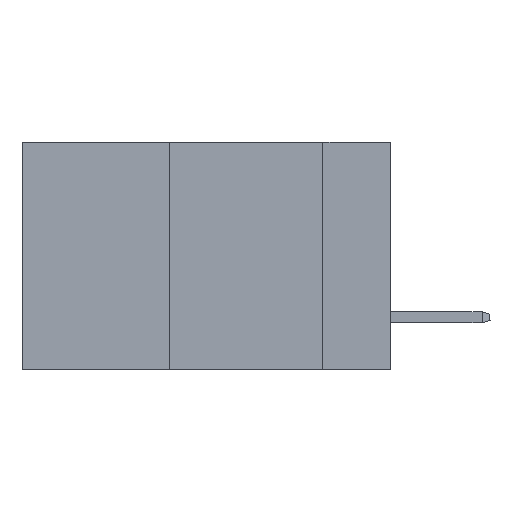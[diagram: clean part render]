
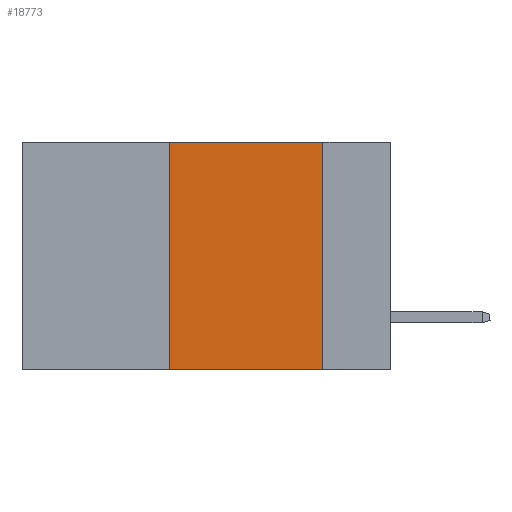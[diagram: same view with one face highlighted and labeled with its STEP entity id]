
A CAD part, left-side view. The second image highlights one B-rep face of the part: STEP entity #18773.
In plain terms, the highlighted planar face has unit normal (-1, 0, 0).
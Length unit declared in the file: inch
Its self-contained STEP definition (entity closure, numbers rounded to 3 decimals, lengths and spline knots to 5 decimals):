
#406 = ORIENTED_EDGE ( 'NONE', *, *, #19517, .F. ) ;
#470 = PLANE ( 'NONE',  #14220 ) ;
#1338 = VECTOR ( 'NONE', #12111, 39.37008 ) ;
#2240 = CARTESIAN_POINT ( 'NONE',  ( 0., 0.6, 0. ) ) ;
#2379 = VERTEX_POINT ( 'NONE', #21323 ) ;
#3089 = LINE ( 'NONE', #6795, #19571 ) ;
#3449 = DIRECTION ( 'NONE',  ( 1., 0., 0. ) ) ;
#3600 = LINE ( 'NONE', #2240, #12406 ) ;
#4890 = EDGE_CURVE ( 'NONE', #6221, #19342, #10933, .T. ) ;
#5332 = CARTESIAN_POINT ( 'NONE',  ( 0., 0.11, -0.37 ) ) ;
#5586 = DIRECTION ( 'NONE',  ( 0., -1., 0. ) ) ;
#6221 = VERTEX_POINT ( 'NONE', #16397 ) ;
#6795 = CARTESIAN_POINT ( 'NONE',  ( 0., 0.11, 0. ) ) ;
#8075 = VECTOR ( 'NONE', #18832, 39.37008 ) ;
#8291 = EDGE_CURVE ( 'NONE', #6221, #2379, #17516, .T. ) ;
#8624 = CARTESIAN_POINT ( 'NONE',  ( 0., 0.11, 0. ) ) ;
#8800 = FACE_OUTER_BOUND ( 'NONE', #17193, .T. ) ;
#10771 = CARTESIAN_POINT ( 'NONE',  ( 0., 0.6, 0. ) ) ;
#10878 = VERTEX_POINT ( 'NONE', #8624 ) ;
#10933 = LINE ( 'NONE', #13889, #8075 ) ;
#12111 = DIRECTION ( 'NONE',  ( 0., 0., 1. ) ) ;
#12406 = VECTOR ( 'NONE', #5586, 39.37008 ) ;
#13889 = CARTESIAN_POINT ( 'NONE',  ( 0., 0.6, -0.37 ) ) ;
#14220 = AXIS2_PLACEMENT_3D ( 'NONE', #10771, #3449, #15366 ) ;
#14567 = ORIENTED_EDGE ( 'NONE', *, *, #4890, .T. ) ;
#15366 = DIRECTION ( 'NONE',  ( 0., 0., -1. ) ) ;
#16397 = CARTESIAN_POINT ( 'NONE',  ( 0., 0.36, -0.37 ) ) ;
#17193 = EDGE_LOOP ( 'NONE', ( #18381, #406, #17293, #14567 ) ) ;
#17293 = ORIENTED_EDGE ( 'NONE', *, *, #8291, .F. ) ;
#17516 = LINE ( 'NONE', #18691, #1338 ) ;
#18257 = DIRECTION ( 'NONE',  ( 0., 0., -1. ) ) ;
#18381 = ORIENTED_EDGE ( 'NONE', *, *, #19366, .F. ) ;
#18691 = CARTESIAN_POINT ( 'NONE',  ( 0., 0.36, 0. ) ) ;
#18773 = ADVANCED_FACE ( 'NONE', ( #8800 ), #470, .F. ) ;
#18832 = DIRECTION ( 'NONE',  ( 0., -1., 0. ) ) ;
#19342 = VERTEX_POINT ( 'NONE', #5332 ) ;
#19366 = EDGE_CURVE ( 'NONE', #10878, #19342, #3089, .T. ) ;
#19517 = EDGE_CURVE ( 'NONE', #2379, #10878, #3600, .T. ) ;
#19571 = VECTOR ( 'NONE', #18257, 39.37008 ) ;
#21323 = CARTESIAN_POINT ( 'NONE',  ( 0., 0.36, 0. ) ) ;
